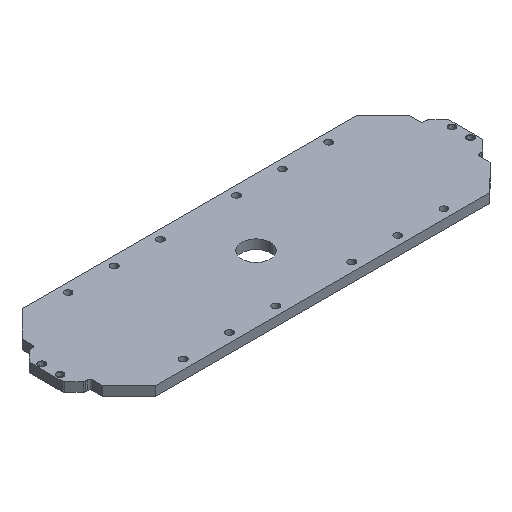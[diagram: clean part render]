
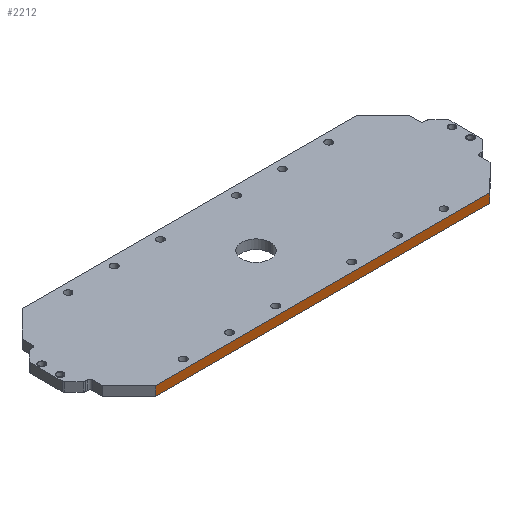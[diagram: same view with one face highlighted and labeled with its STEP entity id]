
A CAD part, isometric view. The second image highlights one B-rep face of the part: STEP entity #2212.
In plain terms, the highlighted planar face has unit normal (0, -1, 0).
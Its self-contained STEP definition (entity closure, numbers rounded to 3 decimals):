
#175=DIRECTION('',(1.,0.,0.));
#176=VECTOR('',#175,290.);
#177=CARTESIAN_POINT('',(-145.,-58.,0.));
#178=LINE('',#177,#176);
#585=DIRECTION('',(1.,0.,0.));
#586=VECTOR('',#585,290.);
#587=CARTESIAN_POINT('',(-145.,-58.,8.));
#588=LINE('',#587,#586);
#817=DIRECTION('',(0.,0.,1.));
#818=VECTOR('',#817,8.);
#819=CARTESIAN_POINT('',(-145.,-58.,0.));
#820=LINE('',#819,#818);
#821=DIRECTION('',(0.,0.,1.));
#822=VECTOR('',#821,8.);
#823=CARTESIAN_POINT('',(145.,-58.,0.));
#824=LINE('',#823,#822);
#1125=CARTESIAN_POINT('',(145.,-58.,0.));
#1127=VERTEX_POINT('',#1125);
#1129=CARTESIAN_POINT('',(145.,-58.,8.));
#1131=VERTEX_POINT('',#1129);
#1141=CARTESIAN_POINT('',(-145.,-58.,0.));
#1143=VERTEX_POINT('',#1141);
#1145=CARTESIAN_POINT('',(-145.,-58.,8.));
#1147=VERTEX_POINT('',#1145);
#2201=CARTESIAN_POINT('',(-168.,-58.,0.));
#2202=DIRECTION('',(0.,-1.,0.));
#2203=DIRECTION('',(1.,0.,0.));
#2204=AXIS2_PLACEMENT_3D('',#2201,#2202,#2203);
#2205=PLANE('',#2204);
#2206=ORIENTED_EDGE('',*,*,#1948,.T.);
#2207=ORIENTED_EDGE('',*,*,#1418,.T.);
#2208=ORIENTED_EDGE('',*,*,#2194,.F.);
#2209=ORIENTED_EDGE('',*,*,#1156,.F.);
#2210=EDGE_LOOP('',(#2206,#2207,#2208,#2209));
#2211=FACE_OUTER_BOUND('',#2210,.F.);
#2212=ADVANCED_FACE('',(#2211),#2205,.T.);
#1156=EDGE_CURVE('',#1143,#1127,#178,.T.);
#1418=EDGE_CURVE('',#1147,#1131,#588,.T.);
#1948=EDGE_CURVE('',#1143,#1147,#820,.T.);
#2194=EDGE_CURVE('',#1127,#1131,#824,.T.);
